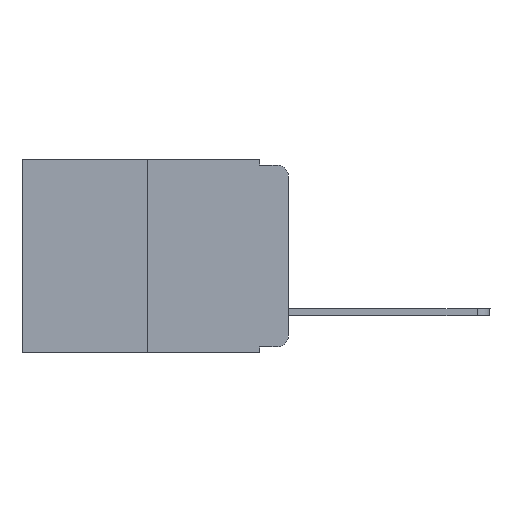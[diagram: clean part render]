
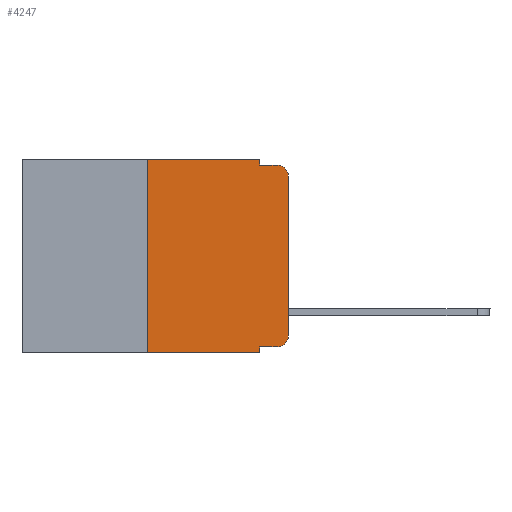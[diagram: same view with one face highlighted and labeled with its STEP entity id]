
A CAD part, left-side view. The second image highlights one B-rep face of the part: STEP entity #4247.
In plain terms, the highlighted planar face has unit normal (-1, 0, 0).
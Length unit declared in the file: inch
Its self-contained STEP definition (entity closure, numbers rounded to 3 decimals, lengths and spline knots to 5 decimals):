
#246 = LINE ( 'NONE', #15210, #14937 ) ;
#311 = VERTEX_POINT ( 'NONE', #24207 ) ;
#411 = EDGE_CURVE ( 'NONE', #4795, #5717, #8151, .T. ) ;
#1327 = EDGE_CURVE ( 'NONE', #311, #22046, #6625, .T. ) ;
#1397 = EDGE_CURVE ( 'NONE', #5717, #15399, #13970, .T. ) ;
#2205 = VERTEX_POINT ( 'NONE', #23311 ) ;
#2245 = CARTESIAN_POINT ( 'NONE',  ( 0., 0.02, -0.313 ) ) ;
#2389 = CARTESIAN_POINT ( 'NONE',  ( 0., 0.473, 0. ) ) ;
#2555 = CARTESIAN_POINT ( 'NONE',  ( 0., 0.02, -0.03 ) ) ;
#2859 = CARTESIAN_POINT ( 'NONE',  ( 0., 0.051, 0. ) ) ;
#2946 = DIRECTION ( 'NONE',  ( 0., 0., -1. ) ) ;
#3111 = DIRECTION ( 'NONE',  ( 1., 0., 0. ) ) ;
#3978 = CARTESIAN_POINT ( 'NONE',  ( 0., 0.051, -0.01 ) ) ;
#4247 = ADVANCED_FACE ( 'NONE', ( #23696 ), #16337, .F. ) ;
#4330 = VECTOR ( 'NONE', #10324, 39.37008 ) ;
#4766 = EDGE_CURVE ( 'NONE', #13931, #10411, #19626, .T. ) ;
#4795 = VERTEX_POINT ( 'NONE', #7360 ) ;
#5533 = DIRECTION ( 'NONE',  ( 0., -1., 0. ) ) ;
#5717 = VERTEX_POINT ( 'NONE', #21896 ) ;
#6169 = DIRECTION ( 'NONE',  ( 0., -1., 0. ) ) ;
#6263 = CARTESIAN_POINT ( 'NONE',  ( 0., 0., -0.03 ) ) ;
#6358 = DIRECTION ( 'NONE',  ( 0., 0., -1. ) ) ;
#6625 = LINE ( 'NONE', #15701, #16607 ) ;
#6675 = EDGE_CURVE ( 'NONE', #22046, #8836, #22946, .T. ) ;
#7032 = DIRECTION ( 'NONE',  ( 0., 0., -1. ) ) ;
#7360 = CARTESIAN_POINT ( 'NONE',  ( 0., 0.25, 0. ) ) ;
#7975 = ORIENTED_EDGE ( 'NONE', *, *, #13217, .F. ) ;
#8151 = LINE ( 'NONE', #2389, #16958 ) ;
#8380 = LINE ( 'NONE', #10333, #18496 ) ;
#8836 = VERTEX_POINT ( 'NONE', #10531 ) ;
#10027 = DIRECTION ( 'NONE',  ( -1., 0., 0. ) ) ;
#10324 = DIRECTION ( 'NONE',  ( 0., 0., -1. ) ) ;
#10333 = CARTESIAN_POINT ( 'NONE',  ( 0., 0.051, -0.333 ) ) ;
#10411 = VERTEX_POINT ( 'NONE', #15914 ) ;
#10525 = ORIENTED_EDGE ( 'NONE', *, *, #4766, .F. ) ;
#10531 = CARTESIAN_POINT ( 'NONE',  ( 0., 0.02, -0.01 ) ) ;
#10536 = LINE ( 'NONE', #23525, #10668 ) ;
#10668 = VECTOR ( 'NONE', #18122, 39.37008 ) ;
#10966 = AXIS2_PLACEMENT_3D ( 'NONE', #12662, #3111, #7032 ) ;
#11174 = EDGE_CURVE ( 'NONE', #21312, #311, #22781, .T. ) ;
#11691 = DIRECTION ( 'NONE',  ( 0., -1., 0. ) ) ;
#12002 = CARTESIAN_POINT ( 'NONE',  ( 0., 0.051, 0. ) ) ;
#12090 = CARTESIAN_POINT ( 'NONE',  ( 0., 0.051, -0.333 ) ) ;
#12235 = AXIS2_PLACEMENT_3D ( 'NONE', #2245, #22348, #18787 ) ;
#12428 = ORIENTED_EDGE ( 'NONE', *, *, #411, .F. ) ;
#12662 = CARTESIAN_POINT ( 'NONE',  ( 0., 0.473, 0. ) ) ;
#12689 = ORIENTED_EDGE ( 'NONE', *, *, #6675, .T. ) ;
#12776 = AXIS2_PLACEMENT_3D ( 'NONE', #2555, #10027, #6358 ) ;
#13217 = EDGE_CURVE ( 'NONE', #15399, #8836, #21253, .T. ) ;
#13931 = VERTEX_POINT ( 'NONE', #12090 ) ;
#13970 = LINE ( 'NONE', #12002, #22874 ) ;
#14350 = ORIENTED_EDGE ( 'NONE', *, *, #22918, .T. ) ;
#14937 = VECTOR ( 'NONE', #5533, 39.37008 ) ;
#15210 = CARTESIAN_POINT ( 'NONE',  ( 0., 0.473, -0.343 ) ) ;
#15399 = VERTEX_POINT ( 'NONE', #17085 ) ;
#15612 = ORIENTED_EDGE ( 'NONE', *, *, #22144, .F. ) ;
#15701 = CARTESIAN_POINT ( 'NONE',  ( 0., 0., 0. ) ) ;
#15914 = CARTESIAN_POINT ( 'NONE',  ( 0., 0.051, -0.343 ) ) ;
#16337 = PLANE ( 'NONE',  #10966 ) ;
#16607 = VECTOR ( 'NONE', #23278, 39.37008 ) ;
#16958 = VECTOR ( 'NONE', #17450, 39.37008 ) ;
#17085 = CARTESIAN_POINT ( 'NONE',  ( 0., 0.051, -0.01 ) ) ;
#17450 = DIRECTION ( 'NONE',  ( 0., -1., 0. ) ) ;
#17743 = ORIENTED_EDGE ( 'NONE', *, *, #11174, .T. ) ;
#18122 = DIRECTION ( 'NONE',  ( 0., 0., 1. ) ) ;
#18496 = VECTOR ( 'NONE', #6169, 39.37008 ) ;
#18787 = DIRECTION ( 'NONE',  ( 0., 0., -1. ) ) ;
#19156 = EDGE_LOOP ( 'NONE', ( #23515, #12689, #7975, #20532, #12428, #15612, #20761, #10525, #14350, #17743 ) ) ;
#19626 = LINE ( 'NONE', #2859, #4330 ) ;
#20532 = ORIENTED_EDGE ( 'NONE', *, *, #1397, .F. ) ;
#20574 = VECTOR ( 'NONE', #11691, 39.37008 ) ;
#20761 = ORIENTED_EDGE ( 'NONE', *, *, #23260, .T. ) ;
#21007 = CARTESIAN_POINT ( 'NONE',  ( 0., 0.02, -0.333 ) ) ;
#21253 = LINE ( 'NONE', #3978, #20574 ) ;
#21312 = VERTEX_POINT ( 'NONE', #21007 ) ;
#21896 = CARTESIAN_POINT ( 'NONE',  ( 0., 0.051, 0. ) ) ;
#22046 = VERTEX_POINT ( 'NONE', #6263 ) ;
#22144 = EDGE_CURVE ( 'NONE', #2205, #4795, #10536, .T. ) ;
#22348 = DIRECTION ( 'NONE',  ( -1., 0., 0. ) ) ;
#22781 = CIRCLE ( 'NONE', #12235, 0.02 ) ;
#22874 = VECTOR ( 'NONE', #2946, 39.37008 ) ;
#22918 = EDGE_CURVE ( 'NONE', #13931, #21312, #8380, .T. ) ;
#22946 = CIRCLE ( 'NONE', #12776, 0.02 ) ;
#23260 = EDGE_CURVE ( 'NONE', #2205, #10411, #246, .T. ) ;
#23278 = DIRECTION ( 'NONE',  ( 0., 0., 1. ) ) ;
#23311 = CARTESIAN_POINT ( 'NONE',  ( 0., 0.25, -0.343 ) ) ;
#23515 = ORIENTED_EDGE ( 'NONE', *, *, #1327, .T. ) ;
#23525 = CARTESIAN_POINT ( 'NONE',  ( 0., 0.25, 0. ) ) ;
#23696 = FACE_OUTER_BOUND ( 'NONE', #19156, .T. ) ;
#24207 = CARTESIAN_POINT ( 'NONE',  ( 0., 0., -0.313 ) ) ;
